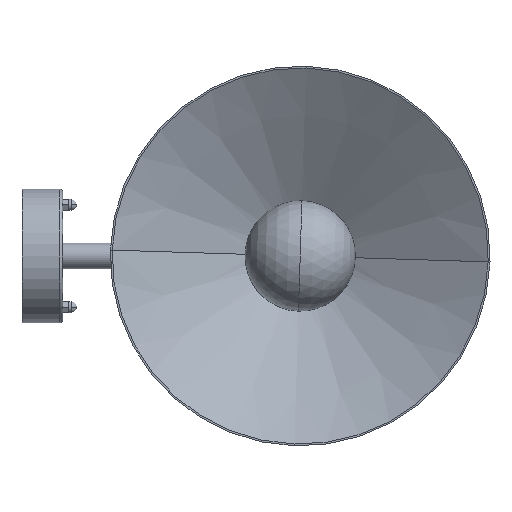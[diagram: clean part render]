
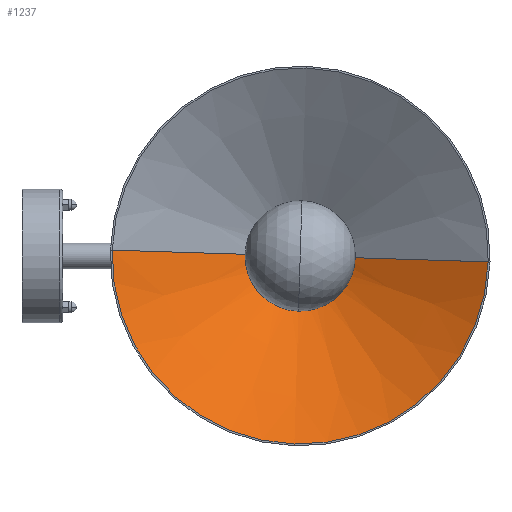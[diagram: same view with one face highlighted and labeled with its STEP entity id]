
A CAD part, front view. The second image highlights one B-rep face of the part: STEP entity #1237.
In plain terms, the highlighted conical face has half-angle 58.778 degrees and reference radius 40.857 mm.
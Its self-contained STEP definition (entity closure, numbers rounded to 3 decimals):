
#24 = VERTEX_POINT ( 'NONE', #4706 ) ;
#87 = AXIS2_PLACEMENT_3D ( 'NONE', #1996, #1995, #1994 ) ;
#259 = AXIS2_PLACEMENT_3D ( 'NONE', #1067, #1075, #1080 ) ;
#720 = VERTEX_POINT ( 'NONE', #4439 ) ;
#764 = VERTEX_POINT ( 'NONE', #4418 ) ;
#1002 = EDGE_CURVE ( 'NONE', #24, #720, #2592, .T. ) ;
#1005 = EDGE_CURVE ( 'NONE', #720, #764, #2736, .T. ) ;
#1010 = EDGE_CURVE ( 'NONE', #24, #5895, #2692, .T. ) ;
#1034 = EDGE_CURVE ( 'NONE', #5895, #764, #2687, .T. ) ;
#1067 = CARTESIAN_POINT ( 'NONE',  ( 40.335, -2.41, 0.403 ) ) ;
#1075 = DIRECTION ( 'NONE',  ( 0., 1., 0. ) ) ;
#1080 = DIRECTION ( 'NONE',  ( -1., 0., 0.031 ) ) ;
#1237 = ADVANCED_FACE ( 'NONE', ( #2580 ), #2575, .F. ) ;
#1630 = ORIENTED_EDGE ( 'NONE', *, *, #1002, .T. ) ;
#1633 = ORIENTED_EDGE ( 'NONE', *, *, #1010, .F. ) ;
#1634 = ORIENTED_EDGE ( 'NONE', *, *, #1005, .T. ) ;
#1730 = ORIENTED_EDGE ( 'NONE', *, *, #1034, .F. ) ;
#1991 = DIRECTION ( 'NONE',  ( -0.855, -0.518, 0.027 ) ) ;
#1994 = DIRECTION ( 'NONE',  ( -1., 0., 0.031 ) ) ;
#1995 = DIRECTION ( 'NONE',  ( 0., 1., 0. ) ) ;
#1996 = CARTESIAN_POINT ( 'NONE',  ( 40.335, 70.978, 0.403 ) ) ;
#2001 = CARTESIAN_POINT ( 'NONE',  ( -0.503, 70.978, 1.674 ) ) ;
#2005 = DIRECTION ( 'NONE',  ( 0.855, -0.518, -0.027 ) ) ;
#2008 = CARTESIAN_POINT ( 'NONE',  ( 81.172, 70.978, -0.869 ) ) ;
#2575 = CONICAL_SURFACE ( 'NONE', #3940, 40.857, 1.026 ) ;
#2580 = FACE_OUTER_BOUND ( 'NONE', #4595, .T. ) ;
#2592 = CIRCLE ( 'NONE', #87, 40.857 ) ;
#2643 = VECTOR ( 'NONE', #2005, 1000. ) ;
#2687 = CIRCLE ( 'NONE', #259, 161.928 ) ;
#2689 = VECTOR ( 'NONE', #1991, 1000. ) ;
#2692 = LINE ( 'NONE', #2008, #2643 ) ;
#2736 = LINE ( 'NONE', #2001, #2689 ) ;
#3102 = CARTESIAN_POINT ( 'NONE',  ( 202.185, -2.41, -4.636 ) ) ;
#3940 = AXIS2_PLACEMENT_3D ( 'NONE', #5969, #5983, #6015 ) ;
#4418 = CARTESIAN_POINT ( 'NONE',  ( -121.515, -2.41, 5.442 ) ) ;
#4439 = CARTESIAN_POINT ( 'NONE',  ( -0.503, 70.978, 1.674 ) ) ;
#4595 = EDGE_LOOP ( 'NONE', ( #1630, #1634, #1730, #1633 ) ) ;
#4706 = CARTESIAN_POINT ( 'NONE',  ( 81.172, 70.978, -0.869 ) ) ;
#5895 = VERTEX_POINT ( 'NONE', #3102 ) ;
#5969 = CARTESIAN_POINT ( 'NONE',  ( 40.335, 70.978, 0.403 ) ) ;
#5983 = DIRECTION ( 'NONE',  ( 0., -1., 0. ) ) ;
#6015 = DIRECTION ( 'NONE',  ( 1., 0., -0.031 ) ) ;
